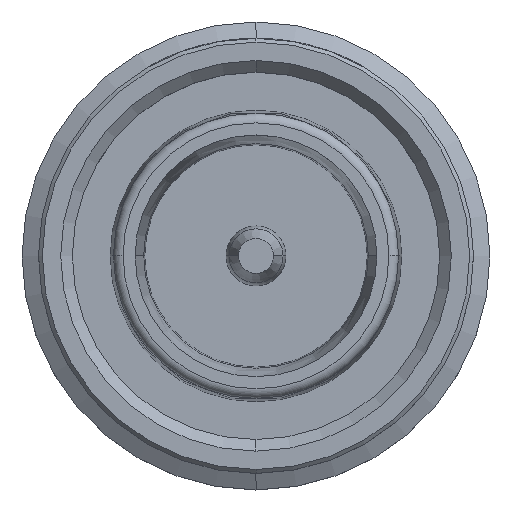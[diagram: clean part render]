
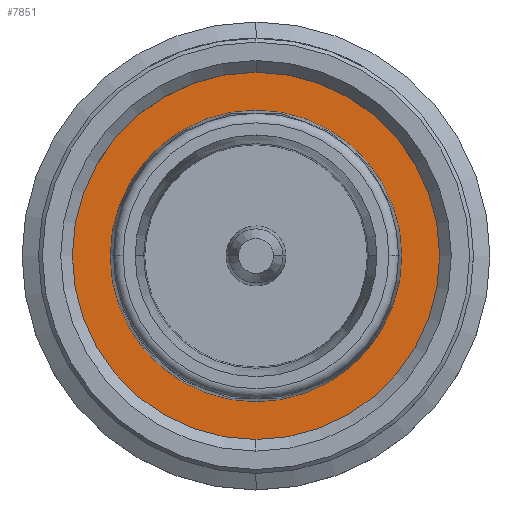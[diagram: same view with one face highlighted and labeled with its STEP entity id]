
A CAD part, top view. The second image highlights one B-rep face of the part: STEP entity #7851.
In plain terms, the highlighted planar face has unit normal (0, 0, 1).
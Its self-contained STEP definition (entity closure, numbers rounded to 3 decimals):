
#419 = DIRECTION ( 'NONE',  ( -1., 0., 0. ) ) ;
#465 = CIRCLE ( 'NONE', #9747, 9.5 ) ;
#556 = DIRECTION ( 'NONE',  ( -1., 0., 0. ) ) ;
#669 = CARTESIAN_POINT ( 'NONE',  ( 0., 0., -3.591 ) ) ;
#1162 = EDGE_LOOP ( 'NONE', ( #1579, #4514 ) ) ;
#1579 = ORIENTED_EDGE ( 'NONE', *, *, #2091, .T. ) ;
#1708 = AXIS2_PLACEMENT_3D ( 'NONE', #15917, #7414, #17369 ) ;
#2065 = DIRECTION ( 'NONE',  ( -1., 0., 0. ) ) ;
#2091 = EDGE_CURVE ( 'NONE', #14797, #3678, #465, .T. ) ;
#2194 = CARTESIAN_POINT ( 'NONE',  ( 0., 9.5, -3.591 ) ) ;
#2597 = ORIENTED_EDGE ( 'NONE', *, *, #15276, .T. ) ;
#2728 = CIRCLE ( 'NONE', #1708, 7.54 ) ;
#3678 = VERTEX_POINT ( 'NONE', #4567 ) ;
#4395 = CARTESIAN_POINT ( 'NONE',  ( 0., 0., -3.591 ) ) ;
#4514 = ORIENTED_EDGE ( 'NONE', *, *, #15792, .T. ) ;
#4567 = CARTESIAN_POINT ( 'NONE',  ( 0., -9.5, -3.591 ) ) ;
#4584 = AXIS2_PLACEMENT_3D ( 'NONE', #13065, #8848, #419 ) ;
#4749 = CIRCLE ( 'NONE', #15115, 9.5 ) ;
#4977 = VERTEX_POINT ( 'NONE', #11648 ) ;
#5780 = DIRECTION ( 'NONE',  ( -1., 0., 0. ) ) ;
#6093 = CIRCLE ( 'NONE', #12387, 7.54 ) ;
#7414 = DIRECTION ( 'NONE',  ( 0., 0., -1. ) ) ;
#7826 = EDGE_CURVE ( 'NONE', #4977, #10260, #2728, .T. ) ;
#7851 = ADVANCED_FACE ( 'NONE', ( #13537, #10216 ), #17305, .F. ) ;
#8848 = DIRECTION ( 'NONE',  ( 0., 0., -1. ) ) ;
#8879 = ORIENTED_EDGE ( 'NONE', *, *, #7826, .T. ) ;
#8971 = DIRECTION ( 'NONE',  ( 0., 0., 1. ) ) ;
#9747 = AXIS2_PLACEMENT_3D ( 'NONE', #17489, #8971, #556 ) ;
#10216 = FACE_OUTER_BOUND ( 'NONE', #1162, .T. ) ;
#10260 = VERTEX_POINT ( 'NONE', #17776 ) ;
#10505 = DIRECTION ( 'NONE',  ( 0., 0., -1. ) ) ;
#11648 = CARTESIAN_POINT ( 'NONE',  ( 7.54, 0., -3.591 ) ) ;
#12387 = AXIS2_PLACEMENT_3D ( 'NONE', #669, #10505, #2065 ) ;
#13065 = CARTESIAN_POINT ( 'NONE',  ( 0., 0., -3.591 ) ) ;
#13537 = FACE_BOUND ( 'NONE', #18110, .T. ) ;
#14223 = DIRECTION ( 'NONE',  ( 0., 0., 1. ) ) ;
#14797 = VERTEX_POINT ( 'NONE', #2194 ) ;
#15115 = AXIS2_PLACEMENT_3D ( 'NONE', #4395, #14223, #5780 ) ;
#15276 = EDGE_CURVE ( 'NONE', #10260, #4977, #6093, .T. ) ;
#15792 = EDGE_CURVE ( 'NONE', #3678, #14797, #4749, .T. ) ;
#15917 = CARTESIAN_POINT ( 'NONE',  ( 0., 0., -3.591 ) ) ;
#17305 = PLANE ( 'NONE',  #4584 ) ;
#17369 = DIRECTION ( 'NONE',  ( -1., 0., 0. ) ) ;
#17489 = CARTESIAN_POINT ( 'NONE',  ( 0., 0., -3.591 ) ) ;
#17776 = CARTESIAN_POINT ( 'NONE',  ( -7.54, 0., -3.591 ) ) ;
#18110 = EDGE_LOOP ( 'NONE', ( #8879, #2597 ) ) ;
